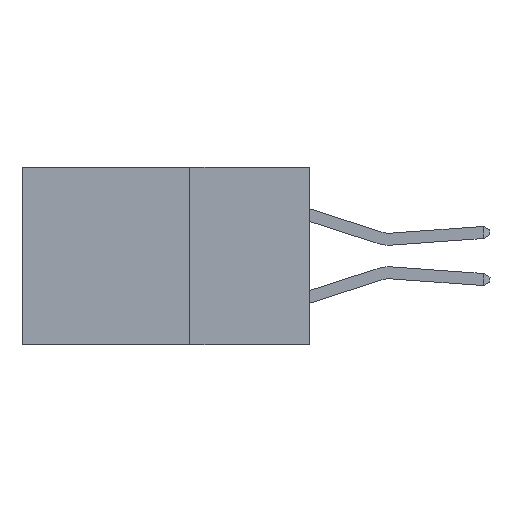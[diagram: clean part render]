
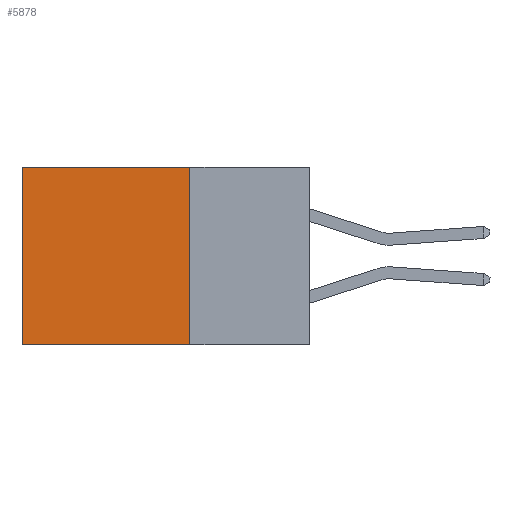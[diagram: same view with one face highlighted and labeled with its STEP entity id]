
A CAD part, left-side view. The second image highlights one B-rep face of the part: STEP entity #5878.
In plain terms, the highlighted planar face has unit normal (-1, 0, 0).
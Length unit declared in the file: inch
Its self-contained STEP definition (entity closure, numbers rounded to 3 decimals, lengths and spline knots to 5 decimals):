
#529 = LINE ( 'NONE', #2348, #3243 ) ;
#1444 = AXIS2_PLACEMENT_3D ( 'NONE', #5320, #13995, #13941 ) ;
#1595 = ORIENTED_EDGE ( 'NONE', *, *, #9491, .T. ) ;
#1878 = CARTESIAN_POINT ( 'NONE',  ( 0.298, 0.6, -0.37 ) ) ;
#2348 = CARTESIAN_POINT ( 'NONE',  ( 0.298, 0.25, 0. ) ) ;
#2455 = VECTOR ( 'NONE', #13539, 39.37008 ) ;
#3243 = VECTOR ( 'NONE', #10935, 39.37008 ) ;
#3807 = DIRECTION ( 'NONE',  ( 0., 0., -1. ) ) ;
#4510 = VERTEX_POINT ( 'NONE', #7227 ) ;
#5320 = CARTESIAN_POINT ( 'NONE',  ( 0.298, 0.25, 0. ) ) ;
#5396 = EDGE_CURVE ( 'NONE', #6670, #12972, #8476, .T. ) ;
#5878 = ADVANCED_FACE ( 'NONE', ( #9983 ), #6765, .F. ) ;
#6048 = EDGE_CURVE ( 'NONE', #4510, #9312, #529, .T. ) ;
#6082 = ORIENTED_EDGE ( 'NONE', *, *, #6048, .F. ) ;
#6478 = LINE ( 'NONE', #12457, #2455 ) ;
#6670 = VERTEX_POINT ( 'NONE', #10494 ) ;
#6765 = PLANE ( 'NONE',  #1444 ) ;
#7201 = ORIENTED_EDGE ( 'NONE', *, *, #5396, .T. ) ;
#7227 = CARTESIAN_POINT ( 'NONE',  ( 0.298, 0.25, 0. ) ) ;
#7434 = EDGE_LOOP ( 'NONE', ( #7201, #11136, #6082, #1595 ) ) ;
#7504 = VECTOR ( 'NONE', #3807, 39.37008 ) ;
#7688 = LINE ( 'NONE', #11678, #15149 ) ;
#7847 = CARTESIAN_POINT ( 'NONE',  ( 0.298, 0.25, -0.37 ) ) ;
#8476 = LINE ( 'NONE', #9888, #7504 ) ;
#9312 = VERTEX_POINT ( 'NONE', #7847 ) ;
#9491 = EDGE_CURVE ( 'NONE', #4510, #6670, #7688, .T. ) ;
#9888 = CARTESIAN_POINT ( 'NONE',  ( 0.298, 0.6, 0. ) ) ;
#9983 = FACE_OUTER_BOUND ( 'NONE', #7434, .T. ) ;
#10494 = CARTESIAN_POINT ( 'NONE',  ( 0.298, 0.6, 0. ) ) ;
#10935 = DIRECTION ( 'NONE',  ( 0., 0., -1. ) ) ;
#11136 = ORIENTED_EDGE ( 'NONE', *, *, #13291, .F. ) ;
#11678 = CARTESIAN_POINT ( 'NONE',  ( 0.298, 0.25, 0. ) ) ;
#12457 = CARTESIAN_POINT ( 'NONE',  ( 0.298, 0.25, -0.37 ) ) ;
#12972 = VERTEX_POINT ( 'NONE', #1878 ) ;
#13291 = EDGE_CURVE ( 'NONE', #9312, #12972, #6478, .T. ) ;
#13539 = DIRECTION ( 'NONE',  ( 0., 1., 0. ) ) ;
#13941 = DIRECTION ( 'NONE',  ( 0., 0., -1. ) ) ;
#13995 = DIRECTION ( 'NONE',  ( 1., 0., 0. ) ) ;
#14273 = DIRECTION ( 'NONE',  ( 0., 1., 0. ) ) ;
#15149 = VECTOR ( 'NONE', #14273, 39.37008 ) ;
